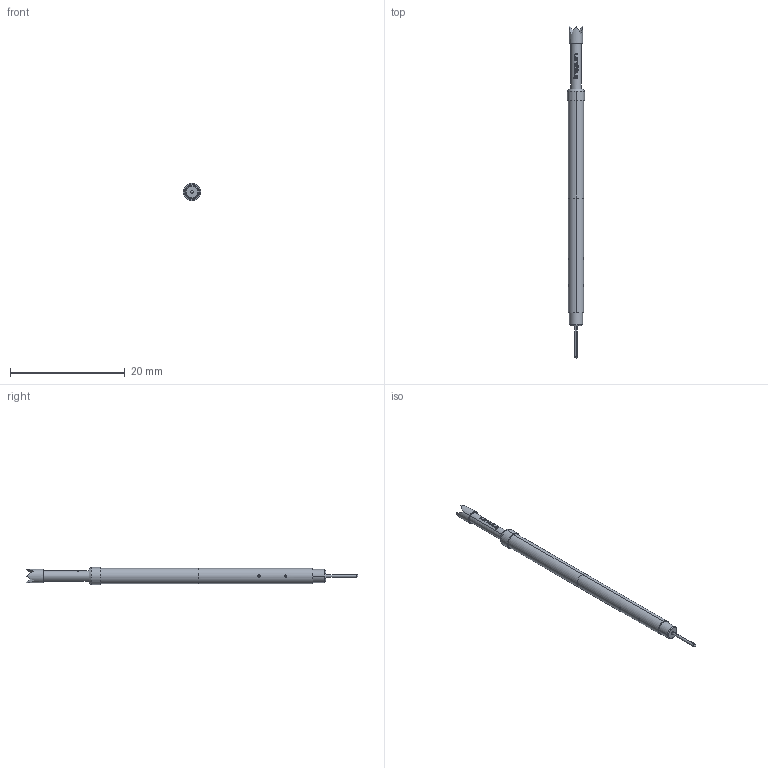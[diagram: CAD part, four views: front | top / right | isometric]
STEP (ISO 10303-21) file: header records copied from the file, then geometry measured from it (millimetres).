
FILE_DESCRIPTION (( 'STEP AP203' ), '1' );
FILE_NAME ('INGUN_SKS-425_304_230_A_xx02_B.STEP', '2022-02-21T07:10:48', ( 'ochi' ), ( '' ), 'SwSTEP 2.0', 'SolidWorks 2018', '' );
FILE_SCHEMA (( 'CONFIG_CONTROL_DESIGN' ));
Length unit declared in the file: millimetre
Products named in the file (1): INGUN_SKS-425_304_230_A_xx02_B
Bounding box: 3 x 57.9 x 3 mm (x, y, z)
Volume: 255.7 mm3; surface area: 432.5 mm2
Topology: 1 solids, 1 shells, 113 faces, 277 edges, 181 vertices
Faces by surface type: plane 58, bspline 30, cylinder 20, cone 4, sphere 1
Entity records: 4923 total; most frequent: CARTESIAN_POINT 2681, ORIENTED_EDGE 548, EDGE_CURVE 274, DIRECTION 270, B_SPLINE_CURVE_WITH_KNOTS 202, VERTEX_POINT 179, EDGE_LOOP 129, AXIS2_PLACEMENT_3D 122
